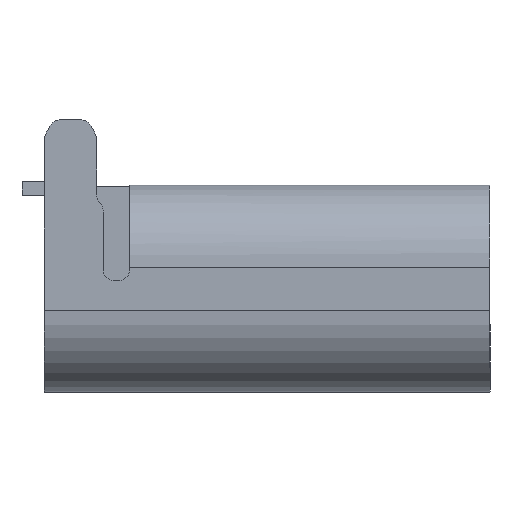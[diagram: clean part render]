
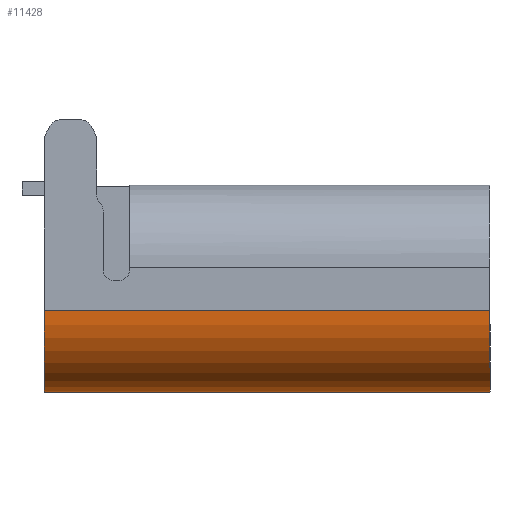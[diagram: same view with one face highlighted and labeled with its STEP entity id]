
A CAD part, left-side view. The second image highlights one B-rep face of the part: STEP entity #11428.
In plain terms, the highlighted cylindrical face has radius 1.25 mm (diameter 2.5 mm), a partial arc.
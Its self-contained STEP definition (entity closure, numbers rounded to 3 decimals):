
#468=DIRECTION('',(0.,-1.,0.));
#469=VECTOR('',#468,6.8);
#470=CARTESIAN_POINT('',(-8.515,-5.1,9.54));
#471=LINE('',#470,#469);
#472=DIRECTION('',(0.,1.,0.));
#473=VECTOR('',#472,6.8);
#474=CARTESIAN_POINT('',(-7.265,-11.9,8.29));
#475=LINE('',#474,#473);
#751=CARTESIAN_POINT('',(-7.265,-11.9,9.54));
#752=DIRECTION('',(0.,1.,0.));
#753=DIRECTION('',(0.,0.,-1.));
#754=AXIS2_PLACEMENT_3D('',#751,#752,#753);
#868=CARTESIAN_POINT('',(-7.265,-5.1,9.54));
#869=DIRECTION('',(0.,-1.,0.));
#870=DIRECTION('',(-1.,0.,0.));
#871=AXIS2_PLACEMENT_3D('',#868,#869,#870);
#9933=CARTESIAN_POINT('',(-7.265,-11.9,
8.29));
#9934=CARTESIAN_POINT('',(-7.265,-5.1,
8.29));
#9935=VERTEX_POINT('',#9933);
#9936=VERTEX_POINT('',#9934);
#9981=CARTESIAN_POINT('',(-8.515,-5.1,
9.54));
#9982=CARTESIAN_POINT('',(-8.515,-11.9,
9.54));
#9983=VERTEX_POINT('',#9981);
#9984=VERTEX_POINT('',#9982);
#11414=CARTESIAN_POINT('',(-7.265,6056930.091,
9.54));
#11415=DIRECTION('',(0.,-1.,0.));
#11416=DIRECTION('',(1.,0.,0.));
#11417=AXIS2_PLACEMENT_3D('',#11414,#11415,#11416);
#11418=CYLINDRICAL_SURFACE('',#11417,1.25);
#11420=ORIENTED_EDGE('',*,*,#11419,.T.);
#11422=ORIENTED_EDGE('',*,*,#11421,.F.);
#11423=ORIENTED_EDGE('',*,*,#11343,.T.);
#11425=ORIENTED_EDGE('',*,*,#11424,.F.);
#11426=EDGE_LOOP('',(#11420,#11422,#11423,#11425));
#11427=FACE_OUTER_BOUND('',#11426,.F.);
#755=CIRCLE('',#754,1.25);
#872=CIRCLE('',#871,1.25);
#11343=EDGE_CURVE('',#9935,#9936,#475,.T.);
#11419=EDGE_CURVE('',#9983,#9984,#471,.T.);
#11421=EDGE_CURVE('',#9935,#9984,#755,.T.);
#11424=EDGE_CURVE('',#9983,#9936,#872,.T.);
#11428=ADVANCED_FACE('',(#11427),#11418,.T.);
